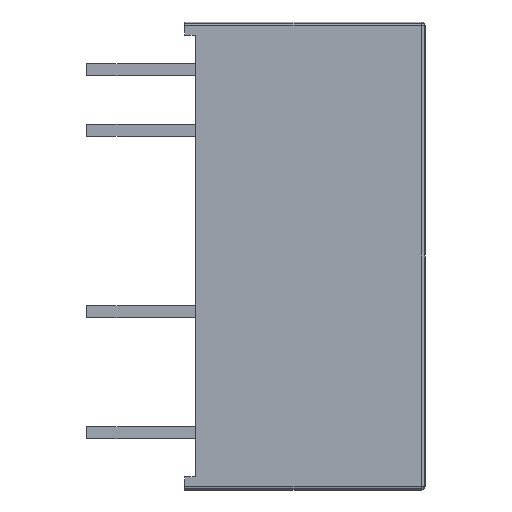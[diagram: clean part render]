
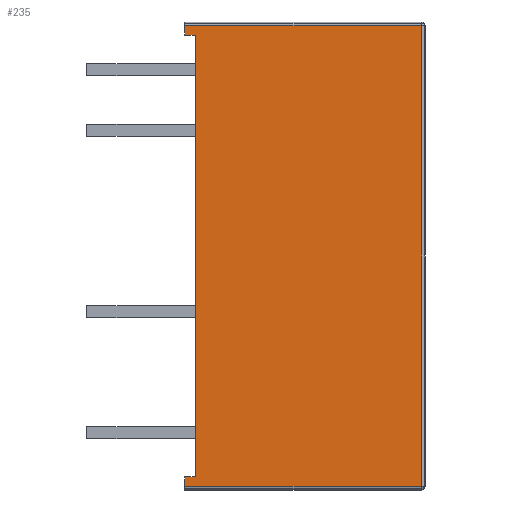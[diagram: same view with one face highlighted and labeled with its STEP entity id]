
A CAD part, left-side view. The second image highlights one B-rep face of the part: STEP entity #235.
In plain terms, the highlighted planar face has unit normal (-1, 0, 0).
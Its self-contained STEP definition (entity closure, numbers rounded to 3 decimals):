
#235=ADVANCED_FACE('',(#484),#485,.T.);
#484=FACE_OUTER_BOUND('',#779,.T.);
#485=PLANE('',#780);
#779=EDGE_LOOP('',(#1244,#1245,#1246,#1247,#1248,#1249,#1250,#1251));
#780=AXIS2_PLACEMENT_3D('',#1252,#1253,#1254);
#1244=ORIENTED_EDGE('',*,*,#1732,.F.);
#1245=ORIENTED_EDGE('',*,*,#1798,.T.);
#1246=ORIENTED_EDGE('',*,*,#1789,.T.);
#1247=ORIENTED_EDGE('',*,*,#1751,.T.);
#1248=ORIENTED_EDGE('',*,*,#1799,.T.);
#1249=ORIENTED_EDGE('',*,*,#1800,.T.);
#1250=ORIENTED_EDGE('',*,*,#1665,.F.);
#1251=ORIENTED_EDGE('',*,*,#1670,.F.);
#1252=CARTESIAN_POINT('',(-3.525,0.0,9.825));
#1253=DIRECTION('',(-1.0,0.0,0.0));
#1254=DIRECTION('',(0.0,0.0,1.0));
#1665=EDGE_CURVE('',#1956,#1958,#1959,.T.);
#1670=EDGE_CURVE('',#1965,#1956,#1967,.T.);
#1732=EDGE_CURVE('',#2050,#1965,#2052,.T.);
#1751=EDGE_CURVE('',#2077,#2078,#2079,.T.);
#1789=EDGE_CURVE('',#2137,#2077,#2138,.T.);
#1798=EDGE_CURVE('',#2050,#2137,#2149,.T.);
#1799=EDGE_CURVE('',#2078,#2150,#2151,.T.);
#1800=EDGE_CURVE('',#2150,#1958,#2152,.T.);
#1956=VERTEX_POINT('',#2369);
#1958=VERTEX_POINT('',#2371);
#1959=LINE('',#2372,#2373);
#1965=VERTEX_POINT('',#2380);
#1967=LINE('',#2382,#2383);
#2050=VERTEX_POINT('',#2480);
#2052=LINE('',#2482,#2483);
#2077=VERTEX_POINT('',#2517);
#2078=VERTEX_POINT('',#2518);
#2079=LINE('',#2519,#2520);
#2137=VERTEX_POINT('',#2606);
#2138=LINE('',#2607,#2608);
#2149=LINE('',#2625,#2626);
#2150=VERTEX_POINT('',#2627);
#2151=LINE('',#2628,#2629);
#2152=LINE('',#2630,#2631);
#2369=CARTESIAN_POINT('',(-3.525,0.15,-9.675));
#2371=CARTESIAN_POINT('',(-3.525,10.1,-9.675));
#2372=CARTESIAN_POINT('',(-3.525,0.15,-9.675));
#2373=VECTOR('',#2935,9.95);
#2380=CARTESIAN_POINT('',(-3.525,0.15,9.675));
#2382=CARTESIAN_POINT('',(-3.525,0.15,9.675));
#2383=VECTOR('',#2943,19.35);
#2480=CARTESIAN_POINT('',(-3.525,10.1,9.675));
#2482=CARTESIAN_POINT('',(-3.525,10.1,9.675));
#2483=VECTOR('',#3045,9.95);
#2517=CARTESIAN_POINT('',(-3.525,9.65,9.275));
#2518=CARTESIAN_POINT('',(-3.525,9.65,-9.275));
#2519=CARTESIAN_POINT('',(-3.525,9.65,9.275));
#2520=VECTOR('',#3061,18.55);
#2606=CARTESIAN_POINT('',(-3.525,10.1,9.275));
#2607=CARTESIAN_POINT('',(-3.525,10.1,9.275));
#2608=VECTOR('',#3090,0.45);
#2625=CARTESIAN_POINT('',(-3.525,10.1,9.675));
#2626=VECTOR('',#3097,0.4);
#2627=CARTESIAN_POINT('',(-3.525,10.1,-9.275));
#2628=CARTESIAN_POINT('',(-3.525,9.65,-9.275));
#2629=VECTOR('',#3098,0.45);
#2630=CARTESIAN_POINT('',(-3.525,10.1,-9.275));
#2631=VECTOR('',#3099,0.4);
#2935=DIRECTION('',(0.0,1.0,0.0));
#2943=DIRECTION('',(0.0,0.0,-1.0));
#3045=DIRECTION('',(0.0,-1.0,0.0));
#3061=DIRECTION('',(0.0,0.0,-1.0));
#3090=DIRECTION('',(0.0,-1.0,0.0));
#3097=DIRECTION('',(0.0,0.0,-1.0));
#3098=DIRECTION('',(0.0,1.0,0.0));
#3099=DIRECTION('',(0.0,0.0,-1.0));
